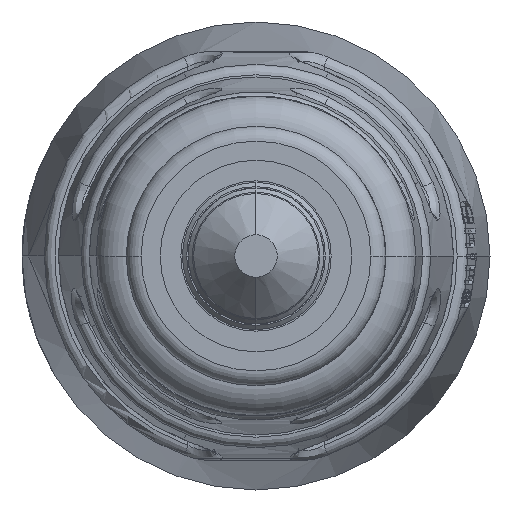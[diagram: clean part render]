
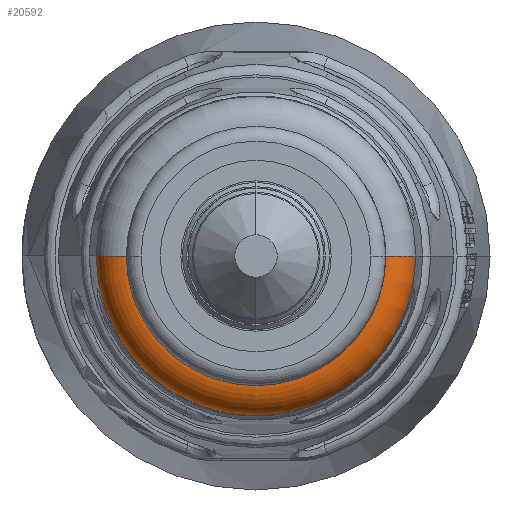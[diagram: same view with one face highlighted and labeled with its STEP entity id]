
A CAD part, left-side view. The second image highlights one B-rep face of the part: STEP entity #20592.
In plain terms, the highlighted toroidal (fillet/blend) face has major radius 3.006 mm and minor radius 0.75 mm.
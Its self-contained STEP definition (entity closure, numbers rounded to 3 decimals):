
#376 = CARTESIAN_POINT ( 'NONE',  ( -3.756, 0.737, 0. ) ) ;
#1937 = VERTEX_POINT ( 'NONE', #4370 ) ;
#3880 = AXIS2_PLACEMENT_3D ( 'NONE', #22318, #28533, #16168 ) ;
#4370 = CARTESIAN_POINT ( 'NONE',  ( 3.007, 0., 0. ) ) ;
#4394 = CARTESIAN_POINT ( 'NONE',  ( 0., 0.737, 0. ) ) ;
#4524 = DIRECTION ( 'NONE',  ( 1., 0., 0. ) ) ;
#5676 = CARTESIAN_POINT ( 'NONE',  ( -3.007, 0.75, 0. ) ) ;
#7143 = ORIENTED_EDGE ( 'NONE', *, *, #9600, .F. ) ;
#8559 = FACE_OUTER_BOUND ( 'NONE', #10189, .T. ) ;
#8602 = ORIENTED_EDGE ( 'NONE', *, *, #10794, .T. ) ;
#8740 = CIRCLE ( 'NONE', #24480, 0.75 ) ;
#8865 = VERTEX_POINT ( 'NONE', #26638 ) ;
#8876 = CARTESIAN_POINT ( 'NONE',  ( 0., 0.75, 0. ) ) ;
#9566 = EDGE_CURVE ( 'NONE', #8865, #1937, #11148, .T. ) ;
#9600 = EDGE_CURVE ( 'NONE', #15978, #24076, #16724, .T. ) ;
#9694 = CARTESIAN_POINT ( 'NONE',  ( 3.756, 0.737, 0. ) ) ;
#10189 = EDGE_LOOP ( 'NONE', ( #31415, #7143, #8602, #21677 ) ) ;
#10794 = EDGE_CURVE ( 'NONE', #15978, #1937, #8740, .T. ) ;
#10888 = TOROIDAL_SURFACE ( 'NONE', #38078, 3.007, 0.75 ) ;
#11148 = CIRCLE ( 'NONE', #3880, 3.007 ) ;
#11920 = AXIS2_PLACEMENT_3D ( 'NONE', #5676, #38639, #23613 ) ;
#15978 = VERTEX_POINT ( 'NONE', #9694 ) ;
#16168 = DIRECTION ( 'NONE',  ( 1., 0., 0. ) ) ;
#16724 = CIRCLE ( 'NONE', #27494, 3.756 ) ;
#18593 = DIRECTION ( 'NONE',  ( 0., 0., -1. ) ) ;
#20592 = ADVANCED_FACE ( 'NONE', ( #8559 ), #10888, .T. ) ;
#21677 = ORIENTED_EDGE ( 'NONE', *, *, #9566, .F. ) ;
#22318 = CARTESIAN_POINT ( 'NONE',  ( 0., 0., 0. ) ) ;
#23428 = DIRECTION ( 'NONE',  ( 0., -1., 0. ) ) ;
#23613 = DIRECTION ( 'NONE',  ( 1., 0., 0. ) ) ;
#24076 = VERTEX_POINT ( 'NONE', #376 ) ;
#24480 = AXIS2_PLACEMENT_3D ( 'NONE', #36654, #18593, #30865 ) ;
#26638 = CARTESIAN_POINT ( 'NONE',  ( -3.007, 0., 0. ) ) ;
#27494 = AXIS2_PLACEMENT_3D ( 'NONE', #4394, #34059, #4524 ) ;
#28530 = CIRCLE ( 'NONE', #11920, 0.75 ) ;
#28533 = DIRECTION ( 'NONE',  ( 0., -1., 0. ) ) ;
#29499 = EDGE_CURVE ( 'NONE', #24076, #8865, #28530, .T. ) ;
#30865 = DIRECTION ( 'NONE',  ( -1., 0., 0. ) ) ;
#31415 = ORIENTED_EDGE ( 'NONE', *, *, #29499, .F. ) ;
#32778 = DIRECTION ( 'NONE',  ( 1., 0., 0. ) ) ;
#34059 = DIRECTION ( 'NONE',  ( 0., 1., 0. ) ) ;
#36654 = CARTESIAN_POINT ( 'NONE',  ( 3.007, 0.75, 0. ) ) ;
#38078 = AXIS2_PLACEMENT_3D ( 'NONE', #8876, #23428, #32778 ) ;
#38639 = DIRECTION ( 'NONE',  ( 0., 0., 1. ) ) ;
